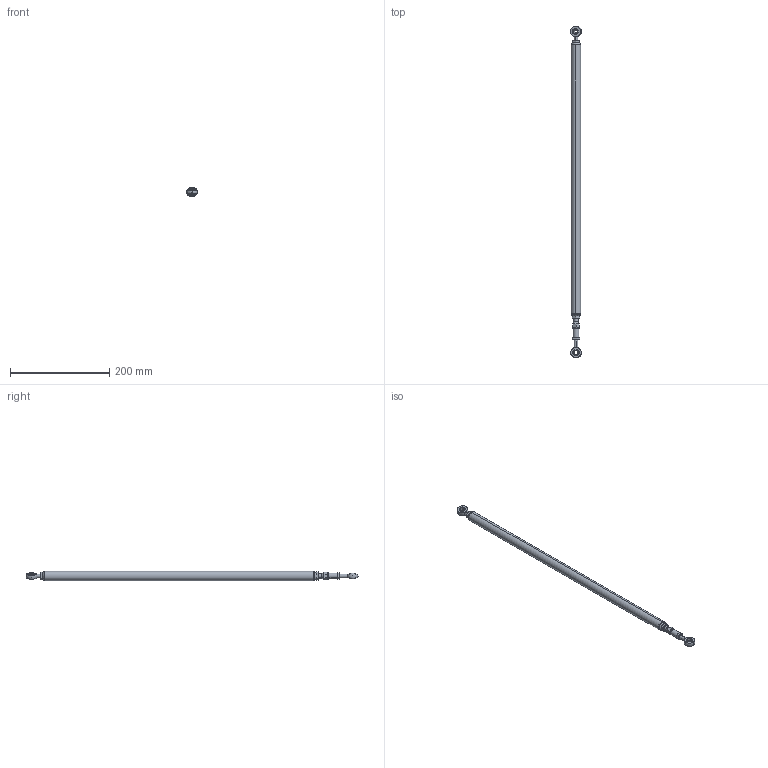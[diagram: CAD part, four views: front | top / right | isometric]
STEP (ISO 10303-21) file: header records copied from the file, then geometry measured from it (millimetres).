
FILE_DESCRIPTION (( 'STEP AP214' ), '1' );
FILE_NAME ('PushRodRear.STEP', '2019-01-26T03:42:10', ( 'pattaya2u' ), ( 'Microsoft' ), 'SwSTEP 2.0', 'SolidWorks 2018', '' );
FILE_SCHEMA (( 'AUTOMOTIVE_DESIGN' ));
Length unit declared in the file: millimetre
Products named in the file (10): PushRodRear; ControlArmEnd75-375; PushRodTubeRear_No Fairing; ControlArmEnd75-312; RodEndAdjuster312; RodEndBall312; RodEndRace312Male; RodEnd312Male; Hex Jam Nut_AI_HJNUT 0.3125-24-D-N; Hex Jam Nut_AI_HJNUT 0.3750-24-D-N
Assembly tree (11 placements, depth 3):
  PushRodRear
    ControlArmEnd75-375
    PushRodTubeRear_No Fairing
    ControlArmEnd75-312
    RodEndAdjuster312
    RodEnd312Male  x2
      RodEndBall312
      RodEndRace312Male
    Hex Jam Nut_AI_HJNUT 0.3125-24-D-N  x2
    Hex Jam Nut_AI_HJNUT 0.3750-24-D-N
Bounding box: 22.22 x 670.23 x 19.05 mm (x, y, z)
Volume: 54554.7 mm3; surface area: 73442.4 mm2
Topology: 11 solids, 11 shells, 168 faces, 386 edges, 229 vertices
Faces by surface type: cone 60, plane 50, cylinder 42, sphere 12, torus 4
Entity records: 4565 total; most frequent: CARTESIAN_POINT 1036, DIRECTION 600, ORIENTED_EDGE 514, AXIS2_PLACEMENT_3D 265, EDGE_CURVE 257, VERTEX_POINT 153, EDGE_LOOP 140, CIRCLE 127
